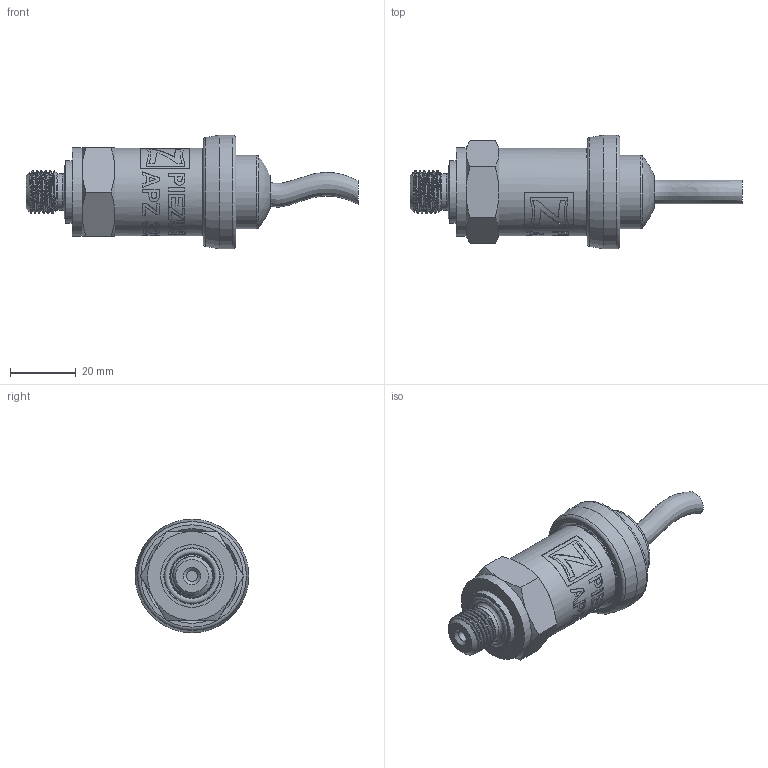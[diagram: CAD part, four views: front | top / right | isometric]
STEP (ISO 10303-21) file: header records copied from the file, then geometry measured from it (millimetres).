
FILE_DESCRIPTION(/* description */ (''),/* implementation_level */ '2;1');
FILE_NAME(/* name */ 'APZ3230_G1''4DIN_StainlessSteelCableGland.step',/* time_stamp */ '2021-06-24T09:54:45+03:00',/* author */ (''),/* organization */ (''),/* preprocessor_version */ 'ST-DEVELOPER v18.1',/* originating_system */ 'Autodesk Translation Framework v10.9.0.1377',/* authorisation */ '');
FILE_SCHEMA (('AUTOMOTIVE_DESIGN { 1 0 10303 214 3 1 1 }'));
Length unit declared in the file: millimetre
Products named in the file (4): APZ3230_G1'4DIN_StainlessSteelCableGland; G 1/4 DIN; Stainless steel cable gland assembly v3; wire
Assembly tree (3 placements, depth 3):
  APZ3230_G1'4DIN_StainlessSteelCableGland
    G 1/4 DIN
    Stainless steel cable gland assembly v3
      wire
Bounding box: 100.73 x 34.5 x 34.5 mm (x, y, z)
Volume: 37628.6 mm3; surface area: 10623.1 mm2
Topology: 3 solids, 3 shells, 383 faces, 1062 edges, 709 vertices
Faces by surface type: bspline 252, cylinder 58, plane 35, cone 24, torus 13, sphere 1
Full cylindrical faces by diameter (mm): 3.3 x1, 7.2 x1, 11 x1, 11.445 x5, 16.7 x1, 19 x1, 22.3 x1, 24.5 x1, 25.132 x4, 25.526 x2, 26.5 x5, 27 x1, 27.208 x3, 27.7 x1, 34.5 x1
Entity records: 30473 total; most frequent: CARTESIAN_POINT 22105, ORIENTED_EDGE 2124, EDGE_CURVE 1062, DIRECTION 1024, VERTEX_POINT 709, B_SPLINE_CURVE_WITH_KNOTS 473, EDGE_LOOP 411, FACE_OUTER_BOUND 383
